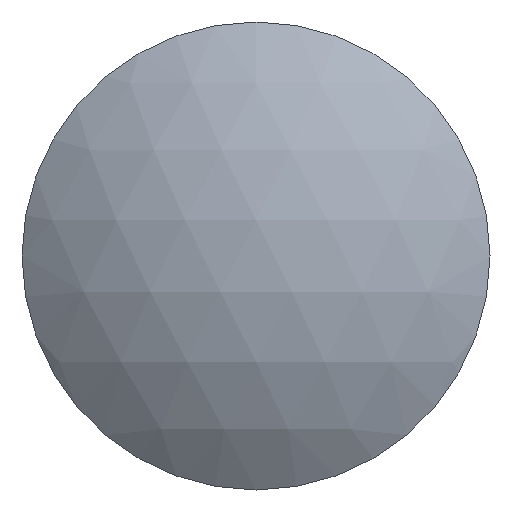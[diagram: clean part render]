
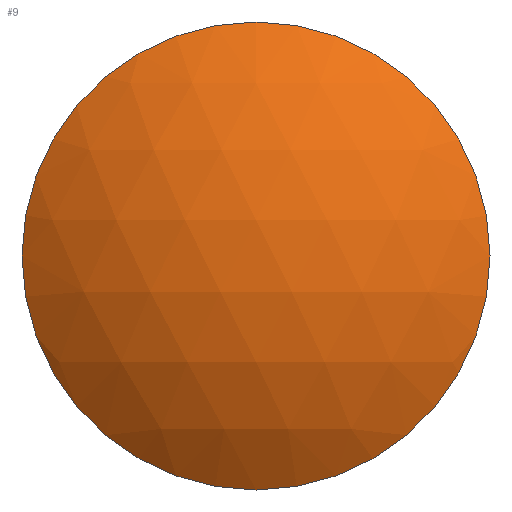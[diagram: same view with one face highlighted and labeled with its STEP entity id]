
A CAD part, left-side view. The second image highlights one B-rep face of the part: STEP entity #9.
In plain terms, the highlighted spherical face has radius 20 mm.
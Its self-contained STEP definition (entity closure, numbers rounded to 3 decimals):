
#9 = ADVANCED_FACE ( 'NONE', ( #87 ), #794, .T. ) ;
#87 = FACE_OUTER_BOUND ( 'NONE', #811, .T. ) ;
#169 = CARTESIAN_POINT ( 'NONE',  ( -1., 0., 0. ) ) ;
#204 = VERTEX_POINT ( 'NONE', #791 ) ;
#220 = CIRCLE ( 'NONE', #1233, 12. ) ;
#268 = DIRECTION ( 'NONE',  ( 0., 0., -1. ) ) ;
#464 = DIRECTION ( 'NONE',  ( 1., 0., 0. ) ) ;
#691 = DIRECTION ( 'NONE',  ( 0., -1., 0. ) ) ;
#716 = AXIS2_PLACEMENT_3D ( 'NONE', #1201, #268, #691 ) ;
#791 = CARTESIAN_POINT ( 'NONE',  ( -1., 12., 0. ) ) ;
#794 = SPHERICAL_SURFACE ( 'NONE', #716, 20. ) ;
#811 = EDGE_LOOP ( 'NONE', ( #1007 ) ) ;
#1007 = ORIENTED_EDGE ( 'NONE', *, *, #1194, .F. ) ;
#1175 = DIRECTION ( 'NONE',  ( 0., 1., 0. ) ) ;
#1194 = EDGE_CURVE ( 'NONE', #204, #204, #220, .T. ) ;
#1201 = CARTESIAN_POINT ( 'NONE',  ( 15., 0., 0. ) ) ;
#1233 = AXIS2_PLACEMENT_3D ( 'NONE', #169, #464, #1175 ) ;
